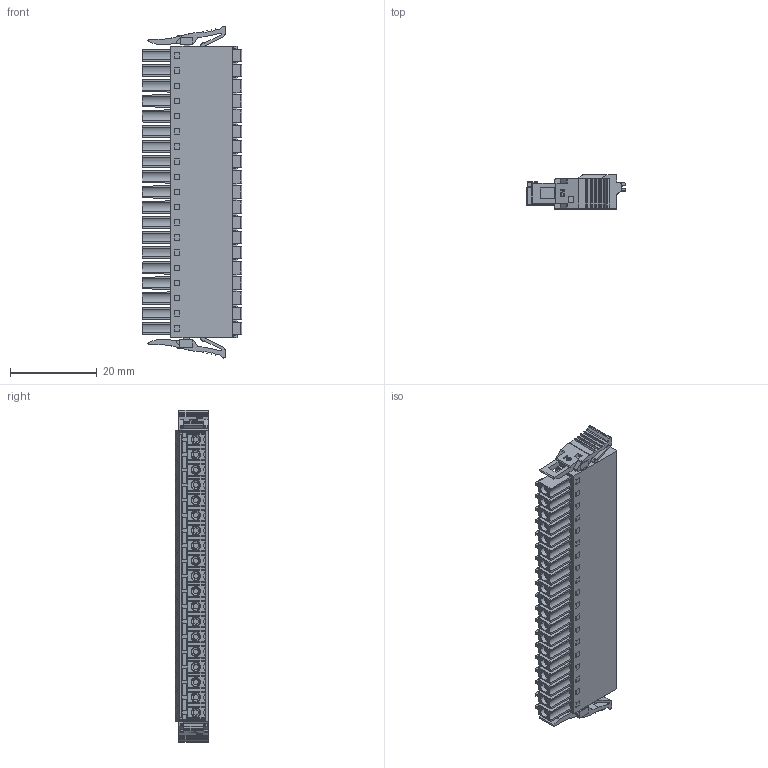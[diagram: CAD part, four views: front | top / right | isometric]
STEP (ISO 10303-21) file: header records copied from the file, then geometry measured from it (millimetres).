
FILE_DESCRIPTION((''),'2;1');
FILE_NAME('TLPSL-007-19P-X','2024-09-27T',('sheji'),(''),'PRO/ENGINEER BY PARAMETRIC TECHNOLOGY CORPORATION, 2015240','PRO/ENGINEER BY PARAMETRIC TECHNOLOGY CORPORATION, 2015240','');
FILE_SCHEMA(('CONFIG_CONTROL_DESIGN'));
Products named in the file (1): TLPSL-007-19P-X
Bounding box: 22.9 x 7.75 x 76.6 mm (x, y, z)
Volume: 8169.7 mm3; surface area: 7846.5 mm2
Topology: 1 solids, 18 shells, 2326 faces, 6238 edges, 4061 vertices
Faces by surface type: plane 1430, cylinder 686, cone 152, torus 38, extrusion 20
Entity records: 73671 total; most frequent: CARTESIAN_POINT 14768, ORIENTED_EDGE 12476, DIRECTION 11953, EDGE_CURVE 6238, VECTOR 4477, LINE 4457, VERTEX_POINT 4061, AXIS2_PLACEMENT_3D 3738
